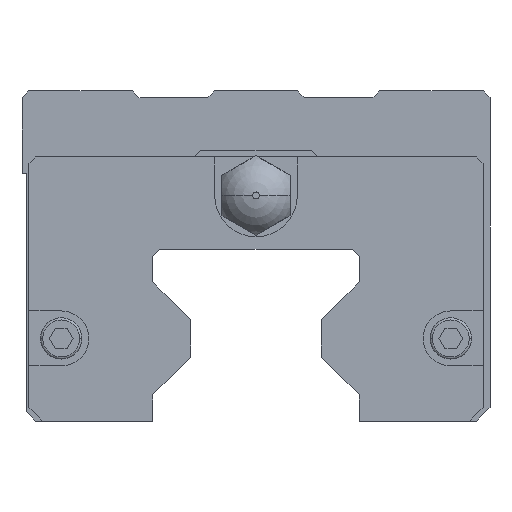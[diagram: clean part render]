
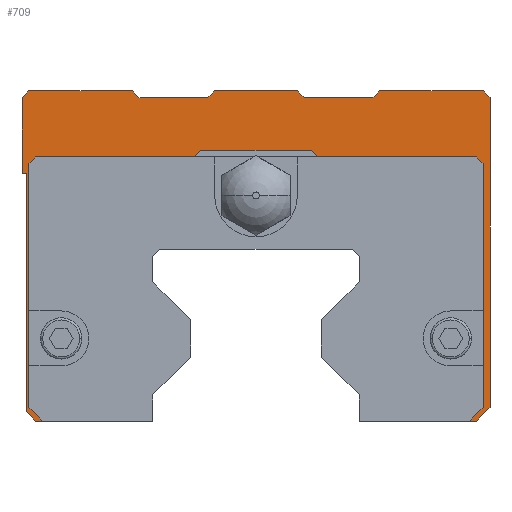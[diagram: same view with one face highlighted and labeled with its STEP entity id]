
A CAD part, front view. The second image highlights one B-rep face of the part: STEP entity #709.
In plain terms, the highlighted planar face has unit normal (0, -1, 0).
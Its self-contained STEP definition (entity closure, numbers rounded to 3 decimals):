
#709=ADVANCED_FACE('',(#1472),#1473,.T.);
#1472=FACE_OUTER_BOUND('',#2282,.T.);
#1473=PLANE('',#2283);
#2282=EDGE_LOOP('',(#4385,#4386,#4387,#4388,#4389,#4390,#4391,#4392,#4393,#4394,#4395,#4396,#4397,#4398,#4399,#4400,#4401,#4402,#4403,#4404,#4405,#4406,#4407,#4408,#4409,#4410,#4411,#4412,#4413,#4414,#4415,#4416,#4417,#4418));
#2283=AXIS2_PLACEMENT_3D('',#4419,#4420,#4421);
#4385=ORIENTED_EDGE('',*,*,#5455,.T.);
#4386=ORIENTED_EDGE('',*,*,#5502,.T.);
#4387=ORIENTED_EDGE('',*,*,#5557,.F.);
#4388=ORIENTED_EDGE('',*,*,#5576,.F.);
#4389=ORIENTED_EDGE('',*,*,#5577,.F.);
#4390=ORIENTED_EDGE('',*,*,#5578,.F.);
#4391=ORIENTED_EDGE('',*,*,#5579,.F.);
#4392=ORIENTED_EDGE('',*,*,#5580,.T.);
#4393=ORIENTED_EDGE('',*,*,#5581,.T.);
#4394=ORIENTED_EDGE('',*,*,#5566,.F.);
#4395=ORIENTED_EDGE('',*,*,#5563,.F.);
#4396=ORIENTED_EDGE('',*,*,#5559,.F.);
#4397=ORIENTED_EDGE('',*,*,#5570,.T.);
#4398=ORIENTED_EDGE('',*,*,#5582,.T.);
#4399=ORIENTED_EDGE('',*,*,#5583,.F.);
#4400=ORIENTED_EDGE('',*,*,#5584,.F.);
#4401=ORIENTED_EDGE('',*,*,#5573,.T.);
#4402=ORIENTED_EDGE('',*,*,#5585,.T.);
#4403=ORIENTED_EDGE('',*,*,#5586,.T.);
#4404=ORIENTED_EDGE('',*,*,#5587,.F.);
#4405=ORIENTED_EDGE('',*,*,#5553,.F.);
#4406=ORIENTED_EDGE('',*,*,#5507,.T.);
#4407=ORIENTED_EDGE('',*,*,#5452,.T.);
#4408=ORIENTED_EDGE('',*,*,#5491,.T.);
#4409=ORIENTED_EDGE('',*,*,#5475,.T.);
#4410=ORIENTED_EDGE('',*,*,#5479,.T.);
#4411=ORIENTED_EDGE('',*,*,#5481,.T.);
#4412=ORIENTED_EDGE('',*,*,#5461,.T.);
#4413=ORIENTED_EDGE('',*,*,#5469,.T.);
#4414=ORIENTED_EDGE('',*,*,#5464,.T.);
#4415=ORIENTED_EDGE('',*,*,#5472,.T.);
#4416=ORIENTED_EDGE('',*,*,#5484,.T.);
#4417=ORIENTED_EDGE('',*,*,#5487,.T.);
#4418=ORIENTED_EDGE('',*,*,#5489,.T.);
#4419=CARTESIAN_POINT('',(0.,11.501,16.064));
#4420=DIRECTION('',(0.0,-1.0,0.0));
#4421=DIRECTION('',(1.0,0.0,0.0));
#5452=EDGE_CURVE('',#6710,#6712,#6714,.T.);
#5455=EDGE_CURVE('',#6718,#6716,#6719,.T.);
#5461=EDGE_CURVE('',#6722,#6726,#6728,.T.);
#5464=EDGE_CURVE('',#6732,#6730,#6733,.T.);
#5469=EDGE_CURVE('',#6726,#6732,#6739,.T.);
#5472=EDGE_CURVE('',#6730,#6741,#6743,.T.);
#5475=EDGE_CURVE('',#6747,#6745,#6748,.T.);
#5479=EDGE_CURVE('',#6745,#6751,#6753,.T.);
#5481=EDGE_CURVE('',#6751,#6722,#6755,.T.);
#5484=EDGE_CURVE('',#6741,#6757,#6759,.T.);
#5487=EDGE_CURVE('',#6757,#6761,#6763,.T.);
#5489=EDGE_CURVE('',#6761,#6718,#6765,.T.);
#5491=EDGE_CURVE('',#6712,#6747,#6767,.T.);
#5502=EDGE_CURVE('',#6716,#6778,#6779,.T.);
#5507=EDGE_CURVE('',#6785,#6710,#6786,.T.);
#5553=EDGE_CURVE('',#6785,#6851,#6852,.T.);
#5557=EDGE_CURVE('',#6855,#6778,#6857,.T.);
#5559=EDGE_CURVE('',#6859,#6860,#6861,.T.);
#5563=EDGE_CURVE('',#6860,#6865,#6866,.T.);
#5566=EDGE_CURVE('',#6865,#6869,#6870,.T.);
#5570=EDGE_CURVE('',#6859,#6873,#6875,.T.);
#5573=EDGE_CURVE('',#6879,#6877,#6880,.T.);
#5576=EDGE_CURVE('',#6883,#6855,#6884,.T.);
#5577=EDGE_CURVE('',#6885,#6883,#6886,.T.);
#5578=EDGE_CURVE('',#6887,#6885,#6888,.T.);
#5579=EDGE_CURVE('',#6889,#6887,#6890,.T.);
#5580=EDGE_CURVE('',#6889,#6891,#6892,.T.);
#5581=EDGE_CURVE('',#6891,#6869,#6893,.T.);
#5582=EDGE_CURVE('',#6873,#6894,#6895,.T.);
#5583=EDGE_CURVE('',#6896,#6894,#6897,.T.);
#5584=EDGE_CURVE('',#6879,#6896,#6898,.T.);
#5585=EDGE_CURVE('',#6877,#6899,#6900,.T.);
#5586=EDGE_CURVE('',#6899,#6901,#6902,.T.);
#5587=EDGE_CURVE('',#6851,#6901,#6903,.T.);
#6710=VERTEX_POINT('',#8469);
#6712=VERTEX_POINT('',#8472);
#6714=LINE('',#8475,#8476);
#6716=VERTEX_POINT('',#8478);
#6718=VERTEX_POINT('',#8481);
#6719=LINE('',#8482,#8483);
#6722=VERTEX_POINT('',#8487);
#6726=VERTEX_POINT('',#8493);
#6728=LINE('',#8496,#8497);
#6730=VERTEX_POINT('',#8499);
#6732=VERTEX_POINT('',#8502);
#6733=LINE('',#8503,#8504);
#6739=LINE('',#8513,#8514);
#6741=VERTEX_POINT('',#8516);
#6743=LINE('',#8519,#8520);
#6745=VERTEX_POINT('',#8522);
#6747=VERTEX_POINT('',#8525);
#6748=LINE('',#8526,#8527);
#6751=VERTEX_POINT('',#8531);
#6753=LINE('',#8534,#8535);
#6755=LINE('',#8537,#8538);
#6757=VERTEX_POINT('',#8540);
#6759=LINE('',#8543,#8544);
#6761=VERTEX_POINT('',#8546);
#6763=LINE('',#8549,#8550);
#6765=LINE('',#8552,#8553);
#6767=LINE('',#8555,#8556);
#6778=VERTEX_POINT('',#8567);
#6779=LINE('',#8568,#8569);
#6785=VERTEX_POINT('',#8578);
#6786=LINE('',#8579,#8580);
#6851=VERTEX_POINT('',#8677);
#6852=LINE('',#8678,#8679);
#6855=VERTEX_POINT('',#8683);
#6857=LINE('',#8686,#8687);
#6859=VERTEX_POINT('',#8689);
#6860=VERTEX_POINT('',#8690);
#6861=LINE('',#8691,#8692);
#6865=VERTEX_POINT('',#8698);
#6866=LINE('',#8699,#8700);
#6869=VERTEX_POINT('',#8704);
#6870=LINE('',#8705,#8706);
#6873=VERTEX_POINT('',#8710);
#6875=LINE('',#8713,#8714);
#6877=VERTEX_POINT('',#8716);
#6879=VERTEX_POINT('',#8719);
#6880=LINE('',#8720,#8721);
#6883=VERTEX_POINT('',#8725);
#6884=LINE('',#8726,#8727);
#6885=VERTEX_POINT('',#8728);
#6886=LINE('',#8729,#8730);
#6887=VERTEX_POINT('',#8731);
#6888=LINE('',#8732,#8733);
#6889=VERTEX_POINT('',#8734);
#6890=LINE('',#8735,#8736);
#6891=VERTEX_POINT('',#8737);
#6892=LINE('',#8738,#8739);
#6893=LINE('',#8740,#8741);
#6894=VERTEX_POINT('',#8742);
#6895=LINE('',#8743,#8744);
#6896=VERTEX_POINT('',#8745);
#6897=LINE('',#8746,#8747);
#6898=LINE('',#8748,#8749);
#6899=VERTEX_POINT('',#8750);
#6900=LINE('',#8751,#8752);
#6901=VERTEX_POINT('',#8753);
#6902=LINE('',#8754,#8755);
#6903=LINE('',#8756,#8757);
#8469=CARTESIAN_POINT('',(-7.5,11.501,4.005));
#8472=CARTESIAN_POINT('',(-15.495,11.501,4.005));
#8475=CARTESIAN_POINT('',(0.0,11.501,4.005));
#8476=VECTOR('',#9655,1.0);
#8478=CARTESIAN_POINT('',(7.5,11.501,4.005));
#8481=CARTESIAN_POINT('',(15.495,11.501,4.005));
#8482=CARTESIAN_POINT('',(0.0,11.501,4.005));
#8483=VECTOR('',#9657,1.0);
#8487=CARTESIAN_POINT('',(-4.495,11.501,23.195));
#8493=CARTESIAN_POINT('',(-4.0,11.501,23.69));
#8496=CARTESIAN_POINT('',(-5.031,11.501,22.659));
#8497=VECTOR('',#9662,1.0);
#8499=CARTESIAN_POINT('',(4.495,11.501,23.195));
#8502=CARTESIAN_POINT('',(4.0,11.501,23.69));
#8503=CARTESIAN_POINT('',(5.031,11.501,22.659));
#8504=VECTOR('',#9664,1.0);
#8513=CARTESIAN_POINT('',(0.,11.501,23.69));
#8514=VECTOR('',#9668,1.0);
#8516=CARTESIAN_POINT('',(15.995,11.501,23.195));
#8519=CARTESIAN_POINT('',(0.0,11.501,23.195));
#8520=VECTOR('',#9670,1.0);
#8522=CARTESIAN_POINT('',(-16.495,11.501,22.695));
#8525=CARTESIAN_POINT('',(-16.495,11.501,5.005));
#8526=CARTESIAN_POINT('',(-16.495,11.501,14.957));
#8527=VECTOR('',#9672,1.0);
#8531=CARTESIAN_POINT('',(-15.995,11.501,23.195));
#8534=CARTESIAN_POINT('',(-13.904,11.501,25.286));
#8535=VECTOR('',#9675,1.0);
#8537=CARTESIAN_POINT('',(0.0,11.501,23.195));
#8538=VECTOR('',#9676,1.0);
#8540=CARTESIAN_POINT('',(16.495,11.501,22.695));
#8543=CARTESIAN_POINT('',(13.904,11.501,25.286));
#8544=VECTOR('',#9678,1.0);
#8546=CARTESIAN_POINT('',(16.495,11.501,5.005));
#8549=CARTESIAN_POINT('',(16.495,11.501,14.957));
#8550=VECTOR('',#9680,1.0);
#8552=CARTESIAN_POINT('',(14.886,11.501,3.396));
#8553=VECTOR('',#9681,1.0);
#8555=CARTESIAN_POINT('',(-14.886,11.501,3.396));
#8556=VECTOR('',#9682,1.0);
#8567=CARTESIAN_POINT('',(7.5,11.501,4.0));
#8568=CARTESIAN_POINT('',(7.5,11.501,9.758));
#8569=VECTOR('',#9695,1.0);
#8578=CARTESIAN_POINT('',(-7.5,11.501,4.0));
#8579=CARTESIAN_POINT('',(-7.5,11.501,9.758));
#8580=VECTOR('',#9699,1.0);
#8677=CARTESIAN_POINT('',(-16.0,11.501,4.0));
#8678=CARTESIAN_POINT('',(16.0,11.501,4.0));
#8679=VECTOR('',#9732,1.0);
#8683=CARTESIAN_POINT('',(16.0,11.501,4.0));
#8686=CARTESIAN_POINT('',(16.0,11.501,4.0));
#8687=VECTOR('',#9735,1.0);
#8689=CARTESIAN_POINT('',(-3.5,11.501,27.5));
#8690=CARTESIAN_POINT('',(-3.0,11.501,28.0));
#8691=CARTESIAN_POINT('',(-3.0,11.501,28.0));
#8692=VECTOR('',#9736,1.0);
#8698=CARTESIAN_POINT('',(3.0,11.501,28.0));
#8699=CARTESIAN_POINT('',(3.0,11.501,28.0));
#8700=VECTOR('',#9739,1.0);
#8704=CARTESIAN_POINT('',(3.5,11.501,27.5));
#8705=CARTESIAN_POINT('',(3.5,11.501,27.5));
#8706=VECTOR('',#9741,1.0);
#8710=CARTESIAN_POINT('',(-8.5,11.501,27.5));
#8713=CARTESIAN_POINT('',(0.,11.501,27.5));
#8714=VECTOR('',#9744,1.0);
#8716=CARTESIAN_POINT('',(-17.0,11.501,22.0));
#8719=CARTESIAN_POINT('',(-17.0,11.501,27.5));
#8720=CARTESIAN_POINT('',(-17.0,11.501,20.282));
#8721=VECTOR('',#9746,1.0);
#8725=CARTESIAN_POINT('',(17.0,11.501,5.0));
#8726=CARTESIAN_POINT('',(17.0,11.501,5.0));
#8727=VECTOR('',#9748,1.0);
#8728=CARTESIAN_POINT('',(17.0,11.501,27.5));
#8729=CARTESIAN_POINT('',(17.0,11.501,27.5));
#8730=VECTOR('',#9749,1.0);
#8731=CARTESIAN_POINT('',(16.5,11.501,28.0));
#8732=CARTESIAN_POINT('',(16.5,11.501,28.0));
#8733=VECTOR('',#9750,1.0);
#8734=CARTESIAN_POINT('',(9.0,11.501,28.0));
#8735=CARTESIAN_POINT('',(-16.5,11.501,28.0));
#8736=VECTOR('',#9751,1.0);
#8737=CARTESIAN_POINT('',(8.5,11.501,27.5));
#8738=CARTESIAN_POINT('',(3.641,11.501,22.641));
#8739=VECTOR('',#9752,1.0);
#8740=CARTESIAN_POINT('',(0.,11.501,27.5));
#8741=VECTOR('',#9753,1.0);
#8742=CARTESIAN_POINT('',(-9.0,11.501,28.0));
#8743=CARTESIAN_POINT('',(-3.641,11.501,22.641));
#8744=VECTOR('',#9754,1.0);
#8745=CARTESIAN_POINT('',(-16.5,11.501,28.0));
#8746=CARTESIAN_POINT('',(-16.5,11.501,28.0));
#8747=VECTOR('',#9755,1.0);
#8748=CARTESIAN_POINT('',(-17.0,11.501,27.5));
#8749=VECTOR('',#9756,1.0);
#8750=CARTESIAN_POINT('',(-16.7,11.501,22.0));
#8751=CARTESIAN_POINT('',(-12.6,11.501,22.0));
#8752=VECTOR('',#9757,1.0);
#8753=CARTESIAN_POINT('',(-16.7,11.501,4.7));
#8754=CARTESIAN_POINT('',(-16.7,11.501,12.032));
#8755=VECTOR('',#9758,1.0);
#8756=CARTESIAN_POINT('',(-16.0,11.501,4.0));
#8757=VECTOR('',#9759,1.0);
#9655=DIRECTION('',(-1.0,-0.0,-0.0));
#9657=DIRECTION('',(-1.0,-0.0,-0.0));
#9662=DIRECTION('',(0.707,0.0,0.707));
#9664=DIRECTION('',(0.707,0.0,-0.707));
#9668=DIRECTION('',(1.0,0.0,-0.0));
#9670=DIRECTION('',(1.0,0.0,-0.0));
#9672=DIRECTION('',(0.0,0.0,1.0));
#9675=DIRECTION('',(0.707,0.0,0.707));
#9676=DIRECTION('',(1.0,0.0,-0.0));
#9678=DIRECTION('',(0.707,0.0,-0.707));
#9680=DIRECTION('',(0.0,0.0,-1.0));
#9681=DIRECTION('',(-0.707,-0.0,-0.707));
#9682=DIRECTION('',(-0.707,0.0,0.707));
#9695=DIRECTION('',(0.0,0.0,-1.0));
#9699=DIRECTION('',(0.0,0.0,1.0));
#9732=DIRECTION('',(-1.0,0.0,0.0));
#9735=DIRECTION('',(-1.0,0.0,0.0));
#9736=DIRECTION('',(0.707,0.0,0.707));
#9739=DIRECTION('',(1.0,0.0,0.0));
#9741=DIRECTION('',(0.707,0.0,-0.707));
#9744=DIRECTION('',(-1.0,-0.0,-0.0));
#9746=DIRECTION('',(-0.0,-0.0,-1.0));
#9748=DIRECTION('',(-0.707,-0.0,-0.707));
#9749=DIRECTION('',(0.0,0.0,-1.0));
#9750=DIRECTION('',(0.707,0.0,-0.707));
#9751=DIRECTION('',(1.0,0.0,0.0));
#9752=DIRECTION('',(-0.707,-0.0,-0.707));
#9753=DIRECTION('',(-1.0,-0.0,-0.0));
#9754=DIRECTION('',(-0.707,0.0,0.707));
#9755=DIRECTION('',(1.0,0.0,0.0));
#9756=DIRECTION('',(0.707,0.0,0.707));
#9757=DIRECTION('',(1.0,0.0,-0.0));
#9758=DIRECTION('',(-0.0,-0.0,-1.0));
#9759=DIRECTION('',(-0.707,0.0,0.707));
